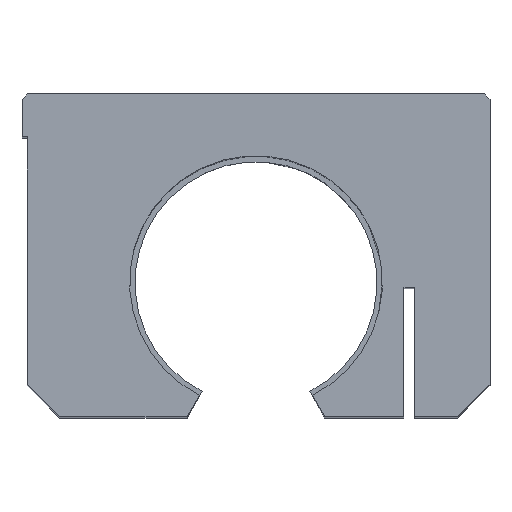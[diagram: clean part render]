
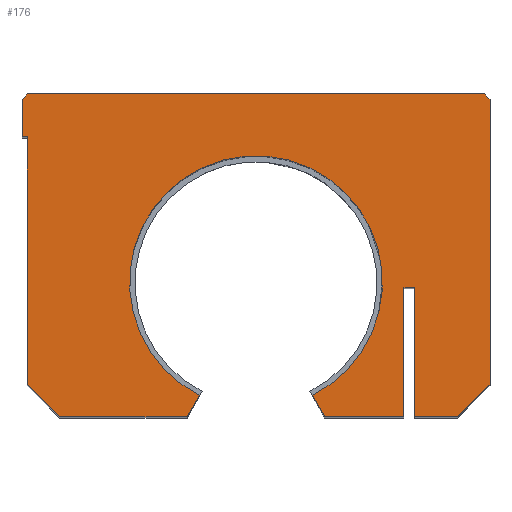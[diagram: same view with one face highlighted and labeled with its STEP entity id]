
A CAD part, top view. The second image highlights one B-rep face of the part: STEP entity #176.
In plain terms, the highlighted planar face has unit normal (0, 0, 1).
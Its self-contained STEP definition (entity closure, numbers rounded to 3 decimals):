
#176 = ADVANCED_FACE( '', ( #400 ), #401, .T. );
#400 = FACE_OUTER_BOUND( '', #677, .T. );
#401 = PLANE( '', #678 );
#677 = EDGE_LOOP( '', ( #1165, #1166, #1167, #1168, #1169, #1170, #1171, #1172, #1173, #1174, #1175, #1176, #1177, #1178, #1179, #1180, #1181, #1182 ) );
#678 = AXIS2_PLACEMENT_3D( '', #1183, #1184, #1185 );
#1165 = ORIENTED_EDGE( '', *, *, #1670, .T. );
#1166 = ORIENTED_EDGE( '', *, *, #1607, .F. );
#1167 = ORIENTED_EDGE( '', *, *, #1577, .T. );
#1168 = ORIENTED_EDGE( '', *, *, #1624, .T. );
#1169 = ORIENTED_EDGE( '', *, *, #1672, .T. );
#1170 = ORIENTED_EDGE( '', *, *, #1673, .F. );
#1171 = ORIENTED_EDGE( '', *, *, #1646, .T. );
#1172 = ORIENTED_EDGE( '', *, *, #1489, .T. );
#1173 = ORIENTED_EDGE( '', *, *, #1528, .T. );
#1174 = ORIENTED_EDGE( '', *, *, #1600, .T. );
#1175 = ORIENTED_EDGE( '', *, *, #1674, .T. );
#1176 = ORIENTED_EDGE( '', *, *, #1515, .T. );
#1177 = ORIENTED_EDGE( '', *, *, #1675, .T. );
#1178 = ORIENTED_EDGE( '', *, *, #1502, .T. );
#1179 = ORIENTED_EDGE( '', *, *, #1676, .T. );
#1180 = ORIENTED_EDGE( '', *, *, #1510, .T. );
#1181 = ORIENTED_EDGE( '', *, *, #1659, .T. );
#1182 = ORIENTED_EDGE( '', *, *, #1633, .F. );
#1183 = CARTESIAN_POINT( '', ( 0., 0., 152. ) );
#1184 = DIRECTION( '', ( 0., 0., 1. ) );
#1185 = DIRECTION( '', ( 1., 0., 0. ) );
#1489 = EDGE_CURVE( '', #1751, #1749, #1752, .T. );
#1502 = EDGE_CURVE( '', #1774, #1772, #1775, .T. );
#1510 = EDGE_CURVE( '', #1788, #1786, #1789, .T. );
#1515 = EDGE_CURVE( '', #1797, #1795, #1798, .T. );
#1528 = EDGE_CURVE( '', #1749, #1820, #1822, .T. );
#1577 = EDGE_CURVE( '', #1893, #1903, #1905, .T. );
#1600 = EDGE_CURVE( '', #1820, #1941, #1943, .T. );
#1607 = EDGE_CURVE( '', #1893, #1953, #1954, .T. );
#1624 = EDGE_CURVE( '', #1903, #1978, #1980, .T. );
#1633 = EDGE_CURVE( '', #1992, #1994, #1995, .T. );
#1646 = EDGE_CURVE( '', #2012, #1751, #2013, .T. );
#1659 = EDGE_CURVE( '', #1786, #1994, #2033, .T. );
#1670 = EDGE_CURVE( '', #1992, #1953, #2046, .T. );
#1672 = EDGE_CURVE( '', #1978, #2048, #2049, .T. );
#1673 = EDGE_CURVE( '', #2012, #2048, #2050, .T. );
#1674 = EDGE_CURVE( '', #1941, #1797, #2051, .T. );
#1675 = EDGE_CURVE( '', #1795, #1774, #2052, .T. );
#1676 = EDGE_CURVE( '', #1772, #1788, #2053, .T. );
#1749 = VERTEX_POINT( '', #2142 );
#1751 = VERTEX_POINT( '', #2145 );
#1752 = LINE( '', #2146, #2147 );
#1772 = VERTEX_POINT( '', #2171 );
#1774 = VERTEX_POINT( '', #2174 );
#1775 = LINE( '', #2175, #2176 );
#1786 = VERTEX_POINT( '', #2189 );
#1788 = VERTEX_POINT( '', #2192 );
#1789 = LINE( '', #2193, #2194 );
#1795 = VERTEX_POINT( '', #2202 );
#1797 = VERTEX_POINT( '', #2205 );
#1798 = LINE( '', #2206, #2207 );
#1820 = VERTEX_POINT( '', #2237 );
#1822 = LINE( '', #2240, #2241 );
#1893 = VERTEX_POINT( '', #2395 );
#1903 = VERTEX_POINT( '', #2408 );
#1905 = LINE( '', #2411, #2412 );
#1941 = VERTEX_POINT( '', #2518 );
#1943 = LINE( '', #2521, #2522 );
#1953 = VERTEX_POINT( '', #2534 );
#1954 = LINE( '', #2535, #2536 );
#1978 = VERTEX_POINT( '', #2564 );
#1980 = LINE( '', #2567, #2568 );
#1992 = VERTEX_POINT( '', #2584 );
#1994 = VERTEX_POINT( '', #2587 );
#1995 = LINE( '', #2588, #2589 );
#2012 = VERTEX_POINT( '', #2613 );
#2013 = LINE( '', #2614, #2615 );
#2033 = LINE( '', #2644, #2645 );
#2046 = CIRCLE( '', #2663, 23.5 );
#2048 = VERTEX_POINT( '', #2665 );
#2049 = LINE( '', #2666, #2667 );
#2050 = LINE( '', #2668, #2669 );
#2051 = LINE( '', #2670, #2671 );
#2052 = LINE( '', #2672, #2673 );
#2053 = LINE( '', #2674, #2675 );
#2142 = CARTESIAN_POINT( '', ( 43.5, 6., 152. ) );
#2145 = CARTESIAN_POINT( '', ( 37.5, 0., 152. ) );
#2146 = CARTESIAN_POINT( '', ( 37.5, 0., 152. ) );
#2147 = VECTOR( '', #2836, 1000. );
#2171 = CARTESIAN_POINT( '', ( -42.5, 52., 152. ) );
#2174 = CARTESIAN_POINT( '', ( -43.5, 52., 152. ) );
#2175 = CARTESIAN_POINT( '', ( -43.5, 52., 152. ) );
#2176 = VECTOR( '', #2854, 1000. );
#2189 = CARTESIAN_POINT( '', ( -36.5, 0., 152. ) );
#2192 = CARTESIAN_POINT( '', ( -42.5, 6., 152. ) );
#2193 = CARTESIAN_POINT( '', ( -42.5, 6., 152. ) );
#2194 = VECTOR( '', #2864, 1000. );
#2202 = CARTESIAN_POINT( '', ( -43.5, 59., 152. ) );
#2205 = CARTESIAN_POINT( '', ( -42.5, 60., 152. ) );
#2206 = CARTESIAN_POINT( '', ( -42.5, 60., 152. ) );
#2207 = VECTOR( '', #2868, 1000. );
#2237 = CARTESIAN_POINT( '', ( 43.5, 59., 152. ) );
#2240 = CARTESIAN_POINT( '', ( 43.5, 6., 152. ) );
#2241 = VECTOR( '', #2884, 1000. );
#2395 = CARTESIAN_POINT( '', ( 12.796, 0., 152. ) );
#2408 = CARTESIAN_POINT( '', ( 27.5, 0., 152. ) );
#2411 = CARTESIAN_POINT( '', ( -36.5, 0., 152. ) );
#2412 = VECTOR( '', #2946, 1000. );
#2518 = CARTESIAN_POINT( '', ( 42.5, 60., 152. ) );
#2521 = CARTESIAN_POINT( '', ( 43.5, 59., 152. ) );
#2522 = VECTOR( '', #2971, 1000. );
#2534 = CARTESIAN_POINT( '', ( 10.5, 3.976, 152. ) );
#2535 = CARTESIAN_POINT( '', ( 13.373, -1., 152. ) );
#2536 = VECTOR( '', #2980, 1000. );
#2564 = CARTESIAN_POINT( '', ( 27.5, 24., 152. ) );
#2567 = CARTESIAN_POINT( '', ( 27.5, 0., 152. ) );
#2568 = VECTOR( '', #3004, 1000. );
#2584 = CARTESIAN_POINT( '', ( -10.5, 3.976, 152. ) );
#2587 = CARTESIAN_POINT( '', ( -12.796, 0., 152. ) );
#2588 = CARTESIAN_POINT( '', ( 0., 22.163, 152. ) );
#2589 = VECTOR( '', #3013, 1000. );
#2613 = CARTESIAN_POINT( '', ( 29.5, 0., 152. ) );
#2614 = CARTESIAN_POINT( '', ( -36.5, 0., 152. ) );
#2615 = VECTOR( '', #3027, 1000. );
#2644 = CARTESIAN_POINT( '', ( -36.5, 0., 152. ) );
#2645 = VECTOR( '', #3037, 1000. );
#2663 = AXIS2_PLACEMENT_3D( '', #3052, #3053, #3054 );
#2665 = CARTESIAN_POINT( '', ( 29.5, 24., 152. ) );
#2666 = CARTESIAN_POINT( '', ( 0., 24., 152. ) );
#2667 = VECTOR( '', #3055, 1000. );
#2668 = CARTESIAN_POINT( '', ( 29.5, 0., 152. ) );
#2669 = VECTOR( '', #3056, 1000. );
#2670 = CARTESIAN_POINT( '', ( 42.5, 60., 152. ) );
#2671 = VECTOR( '', #3057, 1000. );
#2672 = CARTESIAN_POINT( '', ( -43.5, 59., 152. ) );
#2673 = VECTOR( '', #3058, 1000. );
#2674 = CARTESIAN_POINT( '', ( -42.5, 52., 152. ) );
#2675 = VECTOR( '', #3059, 1000. );
#2836 = DIRECTION( '', ( 0.707, 0.707, 0. ) );
#2854 = DIRECTION( '', ( 1., 0., 0. ) );
#2864 = DIRECTION( '', ( 0.707, -0.707, 0. ) );
#2868 = DIRECTION( '', ( -0.707, -0.707, 0. ) );
#2884 = DIRECTION( '', ( 0., 1., 0. ) );
#2946 = DIRECTION( '', ( 1., 0., 0. ) );
#2971 = DIRECTION( '', ( -0.707, 0.707, 0. ) );
#2980 = DIRECTION( '', ( -0.5, 0.866, 0. ) );
#3004 = DIRECTION( '', ( 0., 1., 0. ) );
#3013 = DIRECTION( '', ( -0.5, -0.866, 0. ) );
#3027 = DIRECTION( '', ( 1., 0., 0. ) );
#3037 = DIRECTION( '', ( 1., 0., 0. ) );
#3052 = CARTESIAN_POINT( '', ( 0., 25., 152. ) );
#3053 = DIRECTION( '', ( 0., 0., -1. ) );
#3054 = DIRECTION( '', ( -1., 0., 0. ) );
#3055 = DIRECTION( '', ( 1., 0., 0. ) );
#3056 = DIRECTION( '', ( 0., 1., 0. ) );
#3057 = DIRECTION( '', ( -1., 0., 0. ) );
#3058 = DIRECTION( '', ( 0., -1., 0. ) );
#3059 = DIRECTION( '', ( 0., -1., 0. ) );
